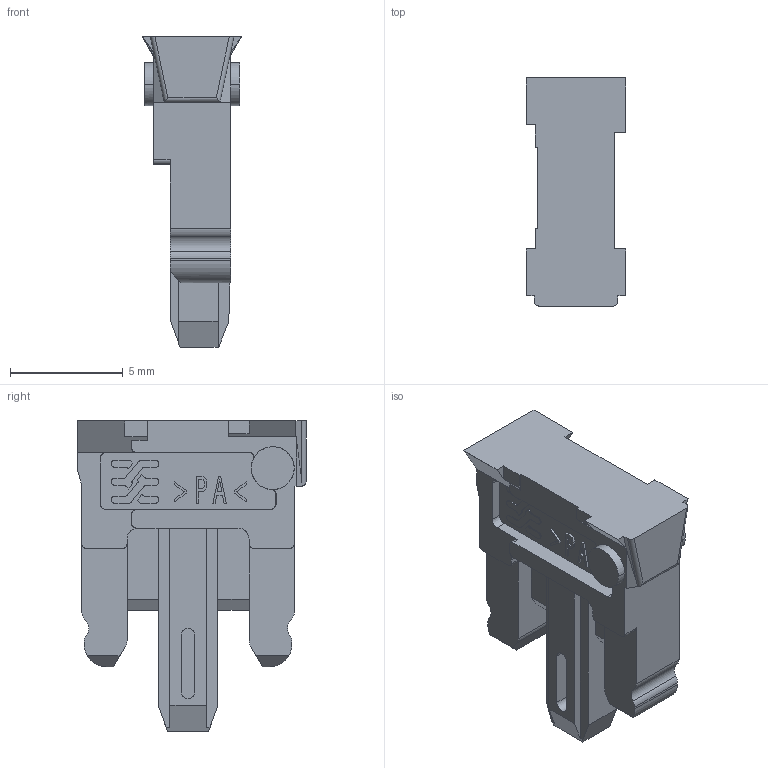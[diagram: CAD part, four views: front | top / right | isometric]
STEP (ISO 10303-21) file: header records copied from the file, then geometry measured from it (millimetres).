
FILE_DESCRIPTION(('CATIA V5R22 STEP214','CAx-IF Rec.Pracs.--- Model Styling and Organization---1.4--- 2014-01-23'),'2;1');
FILE_NAME ('1416227-5_0', '2022-01-10T14:27:26+00:00', ('Weidmueller Interface'), ('Weidmueller'), 'CATIA Version 5-6 Release 2016 SP3 HF44', 'CATIA V5 STEP AP214', 'none');
FILE_SCHEMA(('AUTOMOTIVE_DESIGN { 1 0 10303 214 1 1 1 1 }'));
Length unit declared in the file: millimetre
Products named in the file (1): 2863420000
Bounding box: 4.39 x 10.1 x 13.75 mm (x, y, z)
Volume: 263.9 mm3; surface area: 486 mm2
Topology: 3 solids, 3 shells, 261 faces, 720 edges, 480 vertices
Faces by surface type: plane 194, cylinder 32, bspline 22, cone 11, extrusion 2
Entity records: 8330 total; most frequent: CARTESIAN_POINT 2185, ORIENTED_EDGE 1440, DIRECTION 949, EDGE_CURVE 720, VECTOR 507, LINE 505, VERTEX_POINT 480, EDGE_LOOP 276
